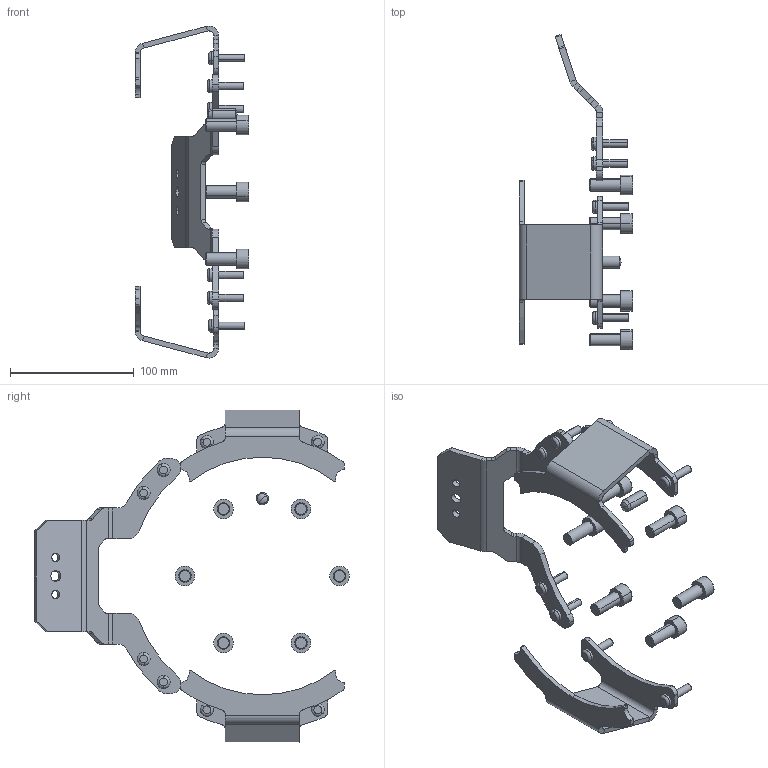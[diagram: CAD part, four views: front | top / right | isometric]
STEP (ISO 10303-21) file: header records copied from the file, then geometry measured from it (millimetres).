
FILE_DESCRIPTION (( 'STEP AP203' ), '1' );
FILE_NAME ('P5512.STEP', '2021-04-27T09:08:02', ( '' ), ( '' ), 'SwSTEP 2.0', 'SolidWorks 2019', '' );
FILE_SCHEMA (( 'CONFIG_CONTROL_DESIGN' ));
Length unit declared in the file: millimetre
Products named in the file (1): P5512
Bounding box: 92 x 254.58 x 268.26 mm (x, y, z)
Volume: 144910.5 mm3; surface area: 79088.6 mm2
Topology: 18 solids, 18 shells, 606 faces, 1450 edges, 928 vertices
Faces by surface type: plane 252, cylinder 166, bspline 126, torus 44, cone 14, sphere 4
Entity records: 24475 total; most frequent: CARTESIAN_POINT 10791, ORIENTED_EDGE 2900, DIRECTION 2598, EDGE_CURVE 1450, VERTEX_POINT 928, AXIS2_PLACEMENT_3D 919, VECTOR 760, LINE 760
